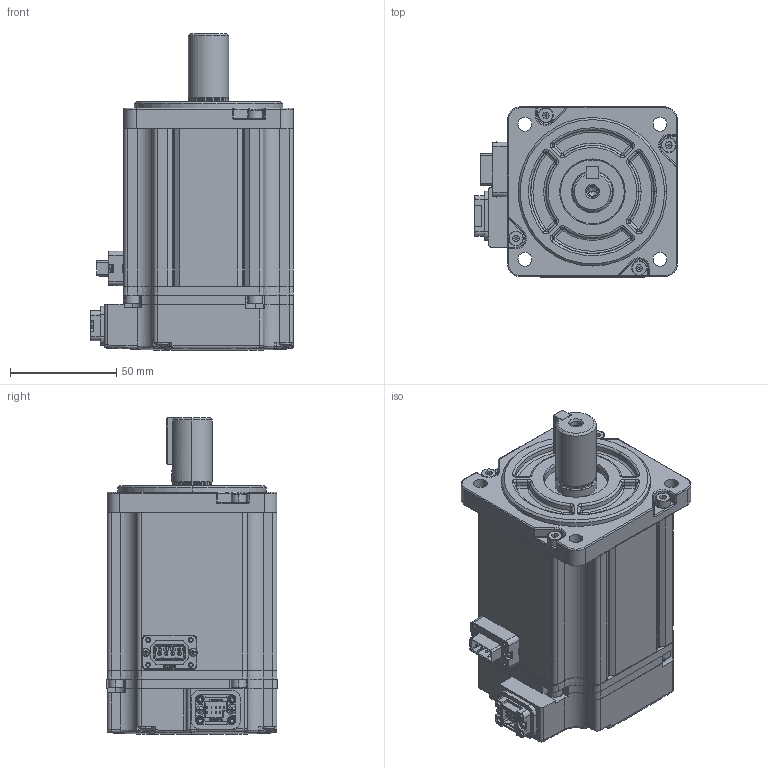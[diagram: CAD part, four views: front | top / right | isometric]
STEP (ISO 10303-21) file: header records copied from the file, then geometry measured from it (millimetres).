
FILE_DESCRIPTION (( 'STEP AP203' ), '1' );
FILE_NAME ('4611170001610.STEP', '2024-01-22T06:07:56', ( 'Windows User' ), ( 'P R C' ), 'SwSTEP 2.0', 'SolidWorks 2022', '' );
FILE_SCHEMA (( 'CONFIG_CONTROL_DESIGN' ));
Products named in the file (1): 4611170001610
Bounding box: 95.62 x 80.15 x 149 mm (x, y, z)
Surface area: 66899.6 mm2 (no closed solid volume)
Topology: 0 solids, 40 shells, 4054 faces, 11394 edges, 7333 vertices
Faces by surface type: plane 2182, cylinder 1281, bspline 321, cone 158, torus 76, sphere 36
Entity records: 147315 total; most frequent: CARTESIAN_POINT 47606, ORIENTED_EDGE 22135, DIRECTION 18576, EDGE_CURVE 11334, VERTEX_POINT 7329, VECTOR 6434, LINE 6434, AXIS2_PLACEMENT_3D 6071
